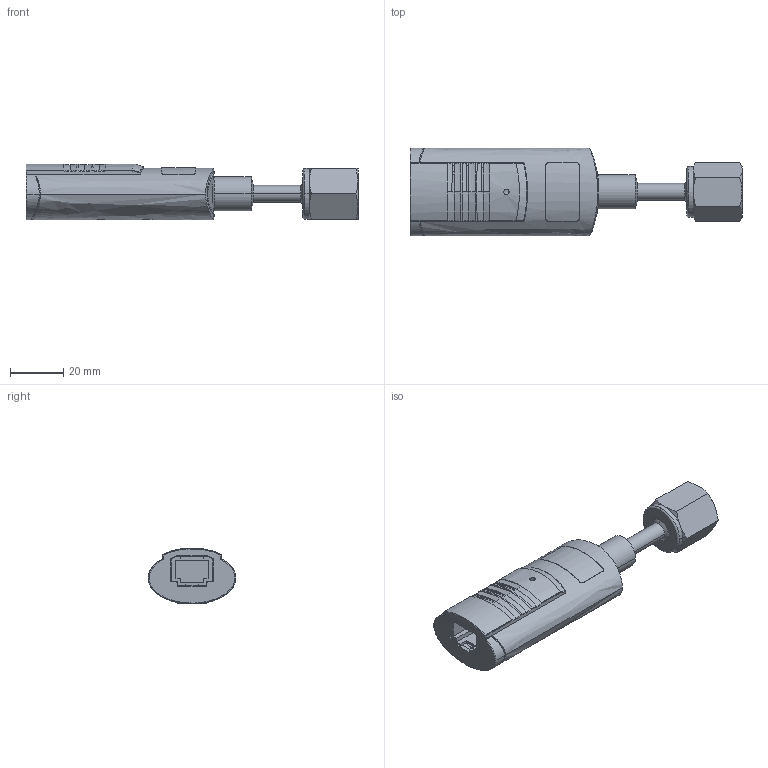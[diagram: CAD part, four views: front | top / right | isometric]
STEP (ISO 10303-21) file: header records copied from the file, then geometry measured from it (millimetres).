
FILE_DESCRIPTION((''),'2;1');
FILE_NAME('350-065.stp','2005-02-07T12:47:18',('VCRC_L'),(''),'Autodesk Inventor 9','Autodesk Inventor 9','');
FILE_SCHEMA(('AUTOMOTIVE_DESIGN { 1 0 10303 214 1 1 1 1 }'));
Length unit declared in the file: millimetre
Products named in the file (1): Bauteil3
Bounding box: 124.3 x 32.8 x 20.9 mm (x, y, z)
Volume: 17046.8 mm3; surface area: 21077.8 mm2
Topology: 3 solids, 3 shells, 520 faces, 1448 edges, 930 vertices
Faces by surface type: plane 201, cylinder 161, bspline 108, cone 40, torus 6, sphere 4
Entity records: 20434 total; most frequent: CARTESIAN_POINT 7899, ORIENTED_EDGE 2892, DIRECTION 2217, EDGE_CURVE 1446, VERTEX_POINT 930, AXIS2_PLACEMENT_3D 741, VECTOR 735, LINE 735
